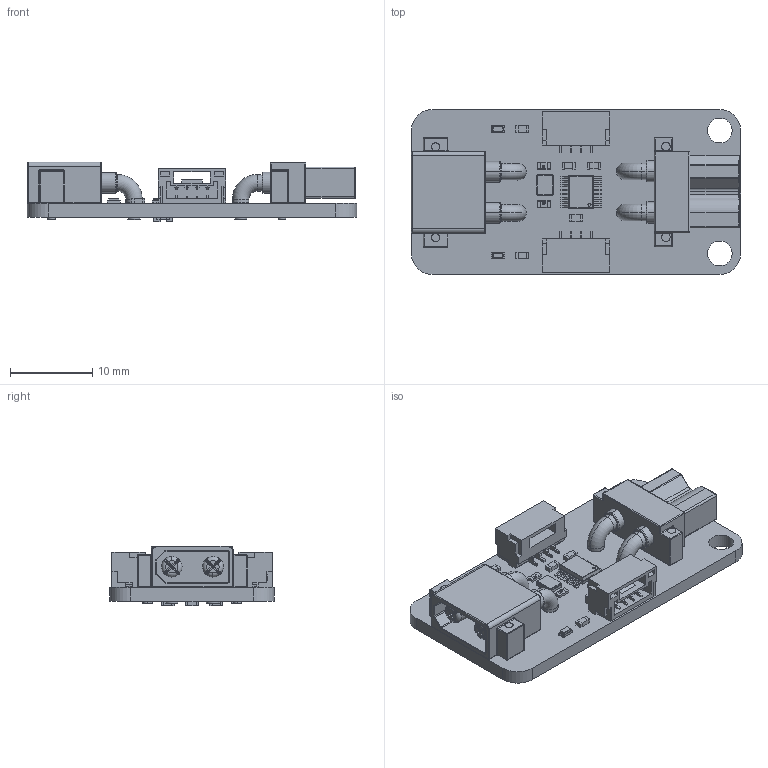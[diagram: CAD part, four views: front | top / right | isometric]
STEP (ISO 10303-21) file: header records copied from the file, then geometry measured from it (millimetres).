
FILE_DESCRIPTION(('Open CASCADE Model'),'2;1');
FILE_NAME('Open CASCADE Shape Model','2022-02-16T20:01:44',('Author'),( 'Open CASCADE'),'Open CASCADE STEP processor 6.8','Open CASCADE 6.8' ,'Unknown');
FILE_SCHEMA(('AUTOMOTIVE_DESIGN { 1 0 10303 214 1 1 1 1 }'));
Length unit declared in the file: millimetre
Products named in the file (48): PCB; Board; Open CASCADE STEP translator 6.8 1.1.1; R9; 6426848064; term1; term2; body; R8; R7; 6426840304; R6; R5; C1; User_Library-0603_SMD_Capacitor; R11; R10; D2; LED_0603_BLUE; D1; LED_0603_RED; XT1; Crystal_NDK_NX2520SA_series; M1; 6432469488; Body; PinsArrayLR; C4; C3; C2; R4; R3; 6426836864; R2; P1; XT30PW-M; P4; XT30PW-F; P2; JST_GH_SM04B-GHS-TB_1x04-1MP_P1.25mm_Horizontal ...
Assembly tree (59 placements, depth 4):
  PCB
    Board
      Open CASCADE STEP translator 6.8 1.1.1
    R9
      6426848064
        term1
        term2
        body
    R8
      6426848064
        term1
        term2
        body
    R7
      6426840304
        term1
        term2
        body
    R6
      6426848064
        term1
        term2
        body
    R5
      6426848064
        term1
        term2
        body
    C1
      User_Library-0603_SMD_Capacitor
    R11
      6426840304
        term1
        term2
        body
    R10
      6426840304
        term1
        term2
        body
    D2
      LED_0603_BLUE
    D1
      LED_0603_RED
    XT1
      Crystal_NDK_NX2520SA_series
    M1
      6432469488
        Body
        PinsArrayLR
    C4
      User_Library-0603_SMD_Capacitor
    C3
      User_Library-0603_SMD_Capacitor
    C2
      User_Library-0603_SMD_Capacitor
    R4
      6426840304
        term1
        term2
Bounding box: 40 x 20 x 7.24 mm (x, y, z)
Volume: 2269.3 mm3; surface area: 4238 mm2
Topology: 62 solids, 62 shells, 1879 faces, 4584 edges, 2830 vertices
Faces by surface type: plane 1076, cylinder 437, bspline 190, torus 96, sphere 74, revolution 6
Full cylindrical faces by diameter (mm): 0.375 x1, 1 x4, 1.8 x4, 3 x2
Entity records: 46947 total; most frequent: CARTESIAN_POINT 9762, DIRECTION 6280, ORIENTED_EDGE 6056, EDGE_CURVE 3028, AXIS2_PLACEMENT_3D 2148, LINE 1978, VECTOR 1978, VERTEX_POINT 1882
